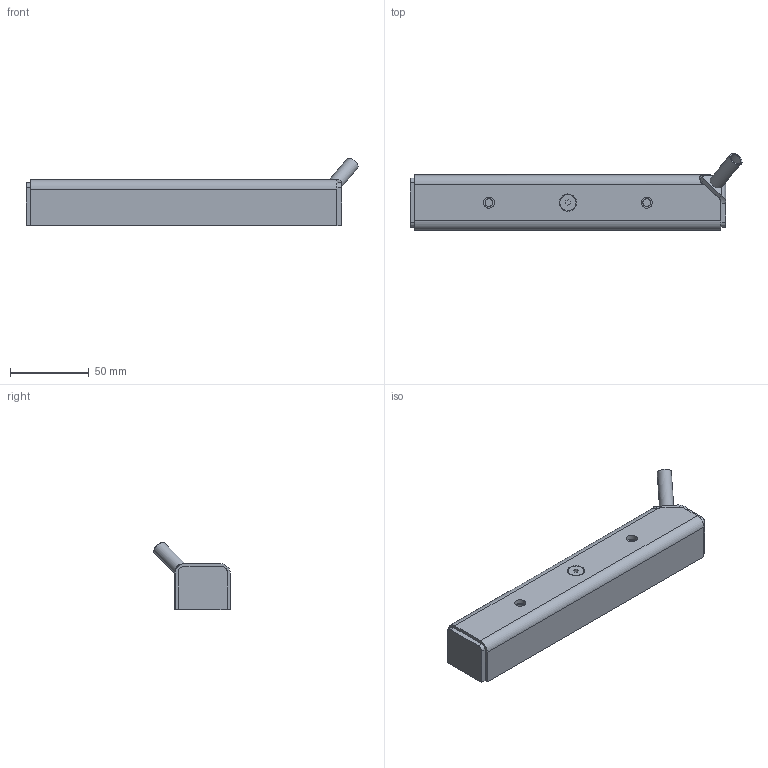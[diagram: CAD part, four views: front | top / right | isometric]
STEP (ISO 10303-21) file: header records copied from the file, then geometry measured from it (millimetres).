
FILE_DESCRIPTION(/* description */ (''),/* implementation_level */ '2;1');
FILE_NAME(/* name */ 'EHKAD02000 - Customer.stp',/* time_stamp */ '2014-02-27T11:01:31+01:00',/* author */ ('bs'),/* organization */ (''),/* preprocessor_version */ 'ST-DEVELOPER v15.2',/* originating_system */ 'Autodesk Inventor 2014',/* authorisation */ '');
FILE_SCHEMA (('AUTOMOTIVE_DESIGN { 1 0 10303 214 3 1 1 }'));
Length unit declared in the file: millimetre
Products named in the file (1): EHKAD02000 - Customer
Bounding box: 210.31 x 48.53 x 42.54 mm (x, y, z)
Volume: 198043 mm3; surface area: 30166.1 mm2
Topology: 1 solids, 2 shells, 131 faces, 333 edges, 218 vertices
Faces by surface type: plane 85, cylinder 35, bspline 8, cone 2, torus 1
Full cylindrical faces by diameter (mm): 4.917 x2, 5 x1, 6 x1, 7 x2, 7.5 x1, 9 x1, 10 x1
Entity records: 4789 total; most frequent: CARTESIAN_POINT 1554, ORIENTED_EDGE 628, DIRECTION 620, EDGE_CURVE 313, AXIS2_PLACEMENT_3D 211, VERTEX_POINT 210, LINE 198, VECTOR 198
